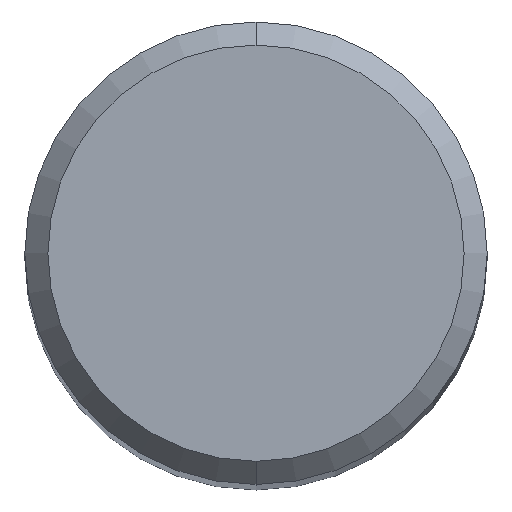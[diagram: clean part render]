
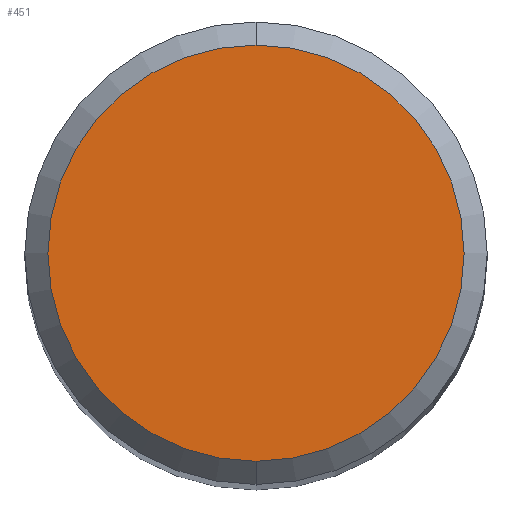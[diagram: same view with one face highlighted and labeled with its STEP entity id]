
A CAD part, top view. The second image highlights one B-rep face of the part: STEP entity #451.
In plain terms, the highlighted planar face has unit normal (0, 0, 1).
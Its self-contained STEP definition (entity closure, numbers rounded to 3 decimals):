
#229=EDGE_CURVE('',#245,#321,#544,.T.);
#245=VERTEX_POINT('',#563);
#321=VERTEX_POINT('',#646);
#337=EDGE_CURVE('',#321,#245,#662,.T.);
#451=ADVANCED_FACE('',(#786),#787,.T.);
#544=CIRCLE('',#971,3.6);
#563=CARTESIAN_POINT('',(0.0,3.6,0.0));
#646=CARTESIAN_POINT('',(0.,-3.6,0.0));
#662=CIRCLE('',#1232,3.6);
#786=FACE_OUTER_BOUND('',#1433,.T.);
#787=PLANE('',#1434);
#971=AXIS2_PLACEMENT_3D('',#1535,#1536,#1537);
#1232=AXIS2_PLACEMENT_3D('',#1659,#1660,#1661);
#1433=EDGE_LOOP('',(#1787,#1788));
#1434=AXIS2_PLACEMENT_3D('',#1789,#1790,#1791);
#1535=CARTESIAN_POINT('',(0.0,0.0,0.0));
#1536=DIRECTION('',(0.0,0.0,-1.0));
#1537=DIRECTION('',(0.0,1.0,0.0));
#1659=CARTESIAN_POINT('',(0.0,0.0,0.0));
#1660=DIRECTION('',(0.0,0.0,-1.0));
#1661=DIRECTION('',(0.0,1.0,0.0));
#1787=ORIENTED_EDGE('',*,*,#229,.F.);
#1788=ORIENTED_EDGE('',*,*,#337,.F.);
#1789=CARTESIAN_POINT('',(0.0,1.8,0.0));
#1790=DIRECTION('',(-0.0,0.0,1.0));
#1791=DIRECTION('',(0.0,-1.0,0.0));
